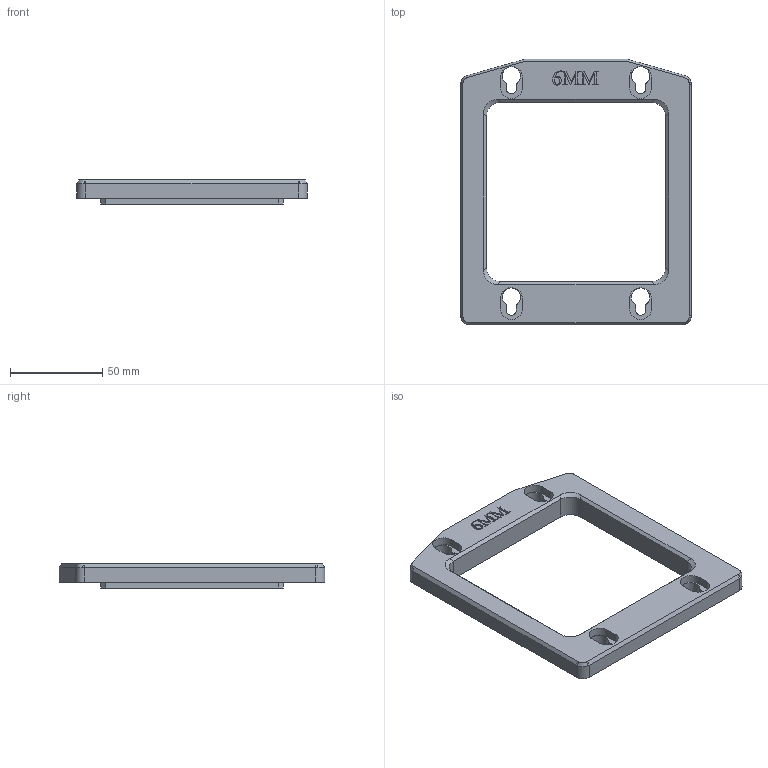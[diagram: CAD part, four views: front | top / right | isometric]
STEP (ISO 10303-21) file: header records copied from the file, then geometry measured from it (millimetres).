
FILE_DESCRIPTION(/* description */ (''),/* implementation_level */ '2;1');
FILE_NAME(/* name */ 'RECTAN~2',/* time_stamp */ '2022-01-04T21:59:10+01:00',/* author */ (''),/* organization */ (''),/* preprocessor_version */ 'ST-DEVELOPER v16.5',/* originating_system */ '',/* authorisation */ '');
FILE_SCHEMA (('AUTOMOTIVE_DESIGN'));
Length unit declared in the file: millimetre
Products named in the file (1): Document
Bounding box: 125.03 x 143.97 x 13.17 mm (x, y, z)
Volume: 77461.8 mm3; surface area: 28313.5 mm2
Topology: 1 solids, 1 shells, 164 faces, 441 edges, 288 vertices
Faces by surface type: bspline 83, plane 81
Entity records: 5321 total; most frequent: CARTESIAN_POINT 2566, ORIENTED_EDGE 882, EDGE_CURVE 441, B_SPLINE_CURVE_WITH_KNOTS 308, VERTEX_POINT 288, EDGE_LOOP 183, ADVANCED_FACE 164, FACE_OUTER_BOUND 164
